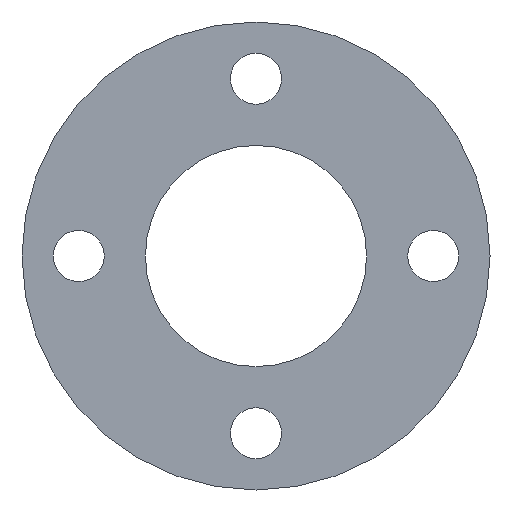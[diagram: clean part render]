
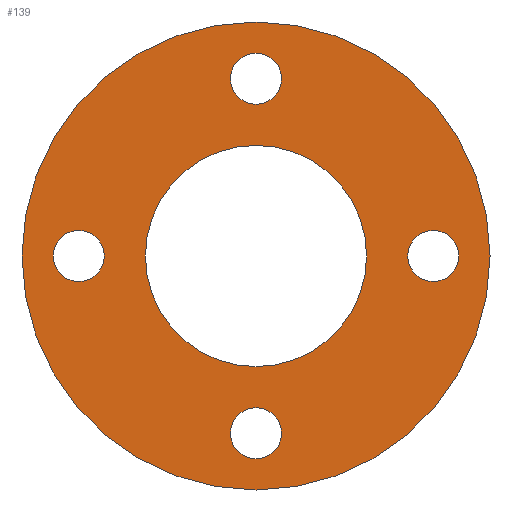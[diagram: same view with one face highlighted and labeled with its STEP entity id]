
A CAD part, left-side view. The second image highlights one B-rep face of the part: STEP entity #139.
In plain terms, the highlighted planar face has unit normal (-1, 0, 0).
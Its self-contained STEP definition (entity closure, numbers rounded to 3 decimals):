
#101 = VERTEX_POINT( '', #267 );
#107 = EDGE_CURVE( '', #175, #235, #273, .T. );
#109 = VERTEX_POINT( '', #275 );
#123 = EDGE_CURVE( '', #215, #243, #293, .T. );
#125 = EDGE_CURVE( '', #191, #161, #295, .T. );
#129 = EDGE_CURVE( '', #229, #147, #299, .T. );
#139 = ADVANCED_FACE( '', ( #309, #310, #311, #312, #313, #314 ), #315, .F. );
#147 = VERTEX_POINT( '', #324 );
#151 = EDGE_CURVE( '', #147, #229, #329, .T. );
#161 = VERTEX_POINT( '', #345 );
#167 = EDGE_CURVE( '', #235, #175, #352, .T. );
#169 = EDGE_CURVE( '', #243, #215, #354, .T. );
#175 = VERTEX_POINT( '', #361 );
#191 = VERTEX_POINT( '', #377 );
#195 = EDGE_CURVE( '', #101, #109, #382, .T. );
#199 = EDGE_CURVE( '', #219, #203, #387, .T. );
#203 = VERTEX_POINT( '', #392 );
#211 = EDGE_CURVE( '', #109, #101, #401, .T. );
#213 = EDGE_CURVE( '', #161, #191, #403, .T. );
#215 = VERTEX_POINT( '', #405 );
#219 = VERTEX_POINT( '', #409 );
#227 = EDGE_CURVE( '', #203, #219, #417, .T. );
#229 = VERTEX_POINT( '', #419 );
#235 = VERTEX_POINT( '', #425 );
#243 = VERTEX_POINT( '', #433 );
#267 = CARTESIAN_POINT( '', ( 0., -71.5, 0. ) );
#273 = CIRCLE( '', #456, 9. );
#275 = CARTESIAN_POINT( '', ( 0., -53.5, 0. ) );
#293 = CIRCLE( '', #481, 39. );
#295 = CIRCLE( '', #484, 9. );
#299 = CIRCLE( '', #490, 9. );
#309 = FACE_BOUND( '', #505, .T. );
#310 = FACE_BOUND( '', #506, .T. );
#311 = FACE_BOUND( '', #507, .T. );
#312 = FACE_BOUND( '', #508, .T. );
#313 = FACE_OUTER_BOUND( '', #509, .T. );
#314 = FACE_BOUND( '', #510, .T. );
#315 = PLANE( '', #511 );
#324 = CARTESIAN_POINT( '', ( 0., -9., -62.5 ) );
#329 = CIRCLE( '', #528, 9. );
#345 = CARTESIAN_POINT( '', ( 0., 9., 62.5 ) );
#352 = CIRCLE( '', #553, 9. );
#354 = CIRCLE( '', #556, 39. );
#361 = CARTESIAN_POINT( '', ( 0., 53.5, 0. ) );
#377 = CARTESIAN_POINT( '', ( 0., -9., 62.5 ) );
#382 = CIRCLE( '', #592, 9. );
#387 = CIRCLE( '', #598, 82.5 );
#392 = CARTESIAN_POINT( '', ( 0., 0., -82.5 ) );
#401 = CIRCLE( '', #613, 9. );
#403 = CIRCLE( '', #616, 9. );
#405 = CARTESIAN_POINT( '', ( 0., 0., 39. ) );
#409 = CARTESIAN_POINT( '', ( 0., 0., 82.5 ) );
#417 = CIRCLE( '', #635, 82.5 );
#419 = CARTESIAN_POINT( '', ( 0., 9., -62.5 ) );
#425 = CARTESIAN_POINT( '', ( 0., 71.5, 0. ) );
#433 = CARTESIAN_POINT( '', ( 0., 0., -39. ) );
#456 = AXIS2_PLACEMENT_3D( '', #667, #668, #669 );
#481 = AXIS2_PLACEMENT_3D( '', #704, #705, #706 );
#484 = AXIS2_PLACEMENT_3D( '', #707, #708, #709 );
#490 = AXIS2_PLACEMENT_3D( '', #713, #714, #715 );
#505 = EDGE_LOOP( '', ( #722, #723 ) );
#506 = EDGE_LOOP( '', ( #724, #725 ) );
#507 = EDGE_LOOP( '', ( #726, #727 ) );
#508 = EDGE_LOOP( '', ( #728, #729 ) );
#509 = EDGE_LOOP( '', ( #730, #731 ) );
#510 = EDGE_LOOP( '', ( #732, #733 ) );
#511 = AXIS2_PLACEMENT_3D( '', #734, #735, #736 );
#528 = AXIS2_PLACEMENT_3D( '', #759, #760, #761 );
#553 = AXIS2_PLACEMENT_3D( '', #793, #794, #795 );
#556 = AXIS2_PLACEMENT_3D( '', #796, #797, #798 );
#592 = AXIS2_PLACEMENT_3D( '', #826, #827, #828 );
#598 = AXIS2_PLACEMENT_3D( '', #837, #838, #839 );
#613 = AXIS2_PLACEMENT_3D( '', #856, #857, #858 );
#616 = AXIS2_PLACEMENT_3D( '', #859, #860, #861 );
#635 = AXIS2_PLACEMENT_3D( '', #869, #870, #871 );
#667 = CARTESIAN_POINT( '', ( 0., 62.5, 0. ) );
#668 = DIRECTION( '', ( 1., 0., 0. ) );
#669 = DIRECTION( '', ( 0., 1., 0. ) );
#704 = CARTESIAN_POINT( '', ( 0., 0., 0. ) );
#705 = DIRECTION( '', ( 1., 0., 0. ) );
#706 = DIRECTION( '', ( 0., 0., -1. ) );
#707 = CARTESIAN_POINT( '', ( 0., 0., 62.5 ) );
#708 = DIRECTION( '', ( 1., 0., 0. ) );
#709 = DIRECTION( '', ( 0., 1., 0. ) );
#713 = CARTESIAN_POINT( '', ( 0., 0., -62.5 ) );
#714 = DIRECTION( '', ( 1., 0., 0. ) );
#715 = DIRECTION( '', ( 0., 1., 0. ) );
#722 = ORIENTED_EDGE( '', *, *, #129, .T. );
#723 = ORIENTED_EDGE( '', *, *, #151, .T. );
#724 = ORIENTED_EDGE( '', *, *, #211, .T. );
#725 = ORIENTED_EDGE( '', *, *, #195, .T. );
#726 = ORIENTED_EDGE( '', *, *, #213, .T. );
#727 = ORIENTED_EDGE( '', *, *, #125, .T. );
#728 = ORIENTED_EDGE( '', *, *, #167, .T. );
#729 = ORIENTED_EDGE( '', *, *, #107, .T. );
#730 = ORIENTED_EDGE( '', *, *, #227, .F. );
#731 = ORIENTED_EDGE( '', *, *, #199, .F. );
#732 = ORIENTED_EDGE( '', *, *, #169, .T. );
#733 = ORIENTED_EDGE( '', *, *, #123, .T. );
#734 = CARTESIAN_POINT( '', ( 0., 0., 0. ) );
#735 = DIRECTION( '', ( 1., 0., 0. ) );
#736 = DIRECTION( '', ( 0., 0., -1. ) );
#759 = CARTESIAN_POINT( '', ( 0., 0., -62.5 ) );
#760 = DIRECTION( '', ( 1., 0., 0. ) );
#761 = DIRECTION( '', ( 0., 1., 0. ) );
#793 = CARTESIAN_POINT( '', ( 0., 62.5, 0. ) );
#794 = DIRECTION( '', ( 1., 0., 0. ) );
#795 = DIRECTION( '', ( 0., 1., 0. ) );
#796 = CARTESIAN_POINT( '', ( 0., 0., 0. ) );
#797 = DIRECTION( '', ( 1., 0., 0. ) );
#798 = DIRECTION( '', ( 0., 0., -1. ) );
#826 = CARTESIAN_POINT( '', ( 0., -62.5, 0. ) );
#827 = DIRECTION( '', ( 1., 0., 0. ) );
#828 = DIRECTION( '', ( 0., 1., 0. ) );
#837 = CARTESIAN_POINT( '', ( 0., 0., 0. ) );
#838 = DIRECTION( '', ( 1., 0., 0. ) );
#839 = DIRECTION( '', ( 0., 0., -1. ) );
#856 = CARTESIAN_POINT( '', ( 0., -62.5, 0. ) );
#857 = DIRECTION( '', ( 1., 0., 0. ) );
#858 = DIRECTION( '', ( 0., 1., 0. ) );
#859 = CARTESIAN_POINT( '', ( 0., 0., 62.5 ) );
#860 = DIRECTION( '', ( 1., 0., 0. ) );
#861 = DIRECTION( '', ( 0., 1., 0. ) );
#869 = CARTESIAN_POINT( '', ( 0., 0., 0. ) );
#870 = DIRECTION( '', ( 1., 0., 0. ) );
#871 = DIRECTION( '', ( 0., 0., -1. ) );
